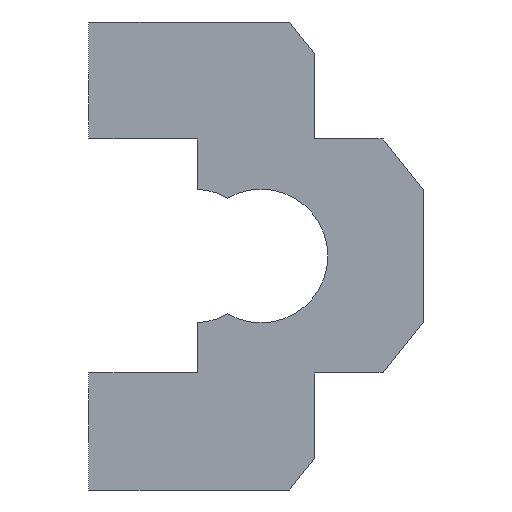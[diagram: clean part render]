
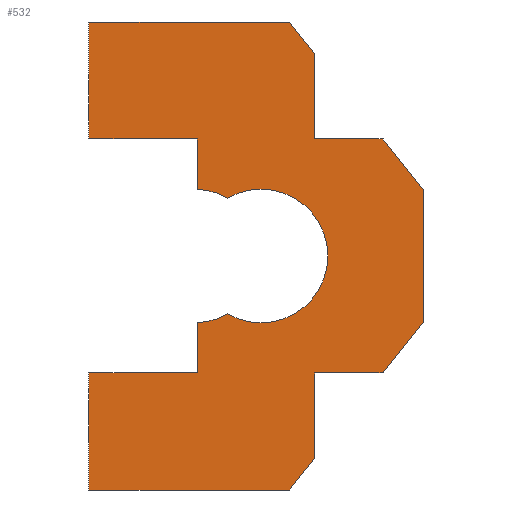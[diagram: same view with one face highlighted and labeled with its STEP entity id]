
A CAD part, left-side view. The second image highlights one B-rep face of the part: STEP entity #532.
In plain terms, the highlighted planar face has unit normal (-1, 0, 0).
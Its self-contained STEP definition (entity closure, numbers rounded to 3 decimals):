
#39=CIRCLE('',#574,4.);
#40=CIRCLE('',#576,4.);
#41=CIRCLE('',#578,4.);
#69=FACE_OUTER_BOUND('',#103,.T.);
#103=EDGE_LOOP('',(#464,#465,#466,#467,#468,#469,#470,#471,#472,#473,#474,
#475,#476,#477,#478,#479,#480,#481,#482,#483));
#105=LINE('',#739,#163);
#110=LINE('',#750,#168);
#114=LINE('',#759,#172);
#116=LINE('',#766,#174);
#118=LINE('',#770,#176);
#134=LINE('',#806,#192);
#139=LINE('',#832,#197);
#142=LINE('',#837,#200);
#147=LINE('',#853,#205);
#149=LINE('',#857,#207);
#151=LINE('',#861,#209);
#153=LINE('',#865,#211);
#155=LINE('',#868,#213);
#156=LINE('',#870,#214);
#158=LINE('',#874,#216);
#159=LINE('',#877,#217);
#161=LINE('',#880,#219);
#163=VECTOR('',#594,10.);
#168=VECTOR('',#603,10.);
#172=VECTOR('',#609,10.);
#174=VECTOR('',#615,10.);
#176=VECTOR('',#619,10.);
#192=VECTOR('',#645,10.);
#197=VECTOR('',#676,10.);
#200=VECTOR('',#681,10.);
#205=VECTOR('',#700,10.);
#207=VECTOR('',#704,10.);
#209=VECTOR('',#708,10.);
#211=VECTOR('',#712,10.);
#213=VECTOR('',#716,10.);
#214=VECTOR('',#719,10.);
#216=VECTOR('',#723,10.);
#217=VECTOR('',#726,10.);
#219=VECTOR('',#730,10.);
#220=VERTEX_POINT('',#735);
#222=VERTEX_POINT('',#738);
#226=VERTEX_POINT('',#747);
#228=VERTEX_POINT('',#753);
#230=VERTEX_POINT('',#757);
#232=VERTEX_POINT('',#763);
#234=VERTEX_POINT('',#769);
#249=VERTEX_POINT('',#804);
#256=VERTEX_POINT('',#830);
#257=VERTEX_POINT('',#831);
#258=VERTEX_POINT('',#836);
#259=VERTEX_POINT('',#840);
#260=VERTEX_POINT('',#844);
#261=VERTEX_POINT('',#848);
#262=VERTEX_POINT('',#852);
#263=VERTEX_POINT('',#856);
#264=VERTEX_POINT('',#860);
#265=VERTEX_POINT('',#864);
#266=VERTEX_POINT('',#872);
#267=VERTEX_POINT('',#876);
#269=EDGE_CURVE('',#222,#220,#105,.T.);
#275=EDGE_CURVE('',#226,#222,#110,.T.);
#279=EDGE_CURVE('',#228,#230,#114,.T.);
#282=EDGE_CURVE('',#230,#232,#116,.T.);
#284=EDGE_CURVE('',#234,#226,#118,.T.);
#303=EDGE_CURVE('',#232,#249,#134,.T.);
#314=EDGE_CURVE('',#256,#257,#139,.T.);
#317=EDGE_CURVE('',#257,#258,#142,.T.);
#319=EDGE_CURVE('',#258,#259,#39,.T.);
#321=EDGE_CURVE('',#259,#260,#40,.T.);
#323=EDGE_CURVE('',#260,#261,#41,.T.);
#325=EDGE_CURVE('',#261,#262,#147,.T.);
#327=EDGE_CURVE('',#262,#263,#149,.T.);
#329=EDGE_CURVE('',#263,#264,#151,.T.);
#331=EDGE_CURVE('',#264,#265,#153,.T.);
#333=EDGE_CURVE('',#265,#228,#155,.T.);
#334=EDGE_CURVE('',#249,#234,#156,.T.);
#336=EDGE_CURVE('',#220,#266,#158,.T.);
#337=EDGE_CURVE('',#266,#267,#159,.T.);
#339=EDGE_CURVE('',#256,#267,#161,.T.);
#464=ORIENTED_EDGE('',*,*,#269,.T.);
#465=ORIENTED_EDGE('',*,*,#336,.T.);
#466=ORIENTED_EDGE('',*,*,#337,.T.);
#467=ORIENTED_EDGE('',*,*,#339,.F.);
#468=ORIENTED_EDGE('',*,*,#314,.T.);
#469=ORIENTED_EDGE('',*,*,#317,.T.);
#470=ORIENTED_EDGE('',*,*,#319,.T.);
#471=ORIENTED_EDGE('',*,*,#321,.T.);
#472=ORIENTED_EDGE('',*,*,#323,.T.);
#473=ORIENTED_EDGE('',*,*,#325,.T.);
#474=ORIENTED_EDGE('',*,*,#327,.T.);
#475=ORIENTED_EDGE('',*,*,#329,.T.);
#476=ORIENTED_EDGE('',*,*,#331,.T.);
#477=ORIENTED_EDGE('',*,*,#333,.T.);
#478=ORIENTED_EDGE('',*,*,#279,.T.);
#479=ORIENTED_EDGE('',*,*,#282,.T.);
#480=ORIENTED_EDGE('',*,*,#303,.T.);
#481=ORIENTED_EDGE('',*,*,#334,.T.);
#482=ORIENTED_EDGE('',*,*,#284,.T.);
#483=ORIENTED_EDGE('',*,*,#275,.T.);
#504=PLANE('',#588);
#532=ADVANCED_FACE('',(#69),#504,.F.);
#574=AXIS2_PLACEMENT_3D('',#841,#685,#686);
#576=AXIS2_PLACEMENT_3D('',#845,#690,#691);
#578=AXIS2_PLACEMENT_3D('',#849,#695,#696);
#588=AXIS2_PLACEMENT_3D('',#881,#731,#732);
#594=DIRECTION('',(0.,0.,1.));
#603=DIRECTION('',(0.,1.,0.));
#609=DIRECTION('',(0.,0.,1.));
#615=DIRECTION('',(0.,-1.,0.));
#619=DIRECTION('',(0.,0.625,0.781));
#645=DIRECTION('',(0.,-0.625,0.781));
#676=DIRECTION('',(0.,-1.,0.));
#681=DIRECTION('',(0.,0.,-1.));
#685=DIRECTION('center_axis',(1.,0.,0.));
#686=DIRECTION('ref_axis',(0.,-0.05,0.999));
#690=DIRECTION('center_axis',(1.,0.,0.));
#691=DIRECTION('ref_axis',(0.,0.5,0.866));
#695=DIRECTION('center_axis',(1.,0.,0.));
#696=DIRECTION('ref_axis',(0.,-0.5,-0.866));
#700=DIRECTION('',(0.,0.,-1.));
#704=DIRECTION('',(0.,1.,0.));
#708=DIRECTION('',(0.,0.,-1.));
#712=DIRECTION('',(0.,-1.,0.));
#716=DIRECTION('',(0.,-0.625,0.781));
#719=DIRECTION('',(0.,0.,1.));
#723=DIRECTION('',(0.,0.625,0.781));
#726=DIRECTION('',(0.,1.,0.));
#730=DIRECTION('',(0.,0.,1.));
#731=DIRECTION('center_axis',(1.,0.,0.));
#732=DIRECTION('ref_axis',(0.,0.,-1.));
#735=CARTESIAN_POINT('',(0.,-3.2,12.125));
#738=CARTESIAN_POINT('',(0.,-3.2,7.));
#739=CARTESIAN_POINT('',(0.,-3.2,0.));
#747=CARTESIAN_POINT('',(0.,-7.3,7.));
#750=CARTESIAN_POINT('',(0.,-1.45,7.));
#753=CARTESIAN_POINT('',(0.,-3.2,-12.125));
#757=CARTESIAN_POINT('',(0.,-3.2,-7.));
#759=CARTESIAN_POINT('',(0.,-3.2,0.));
#763=CARTESIAN_POINT('',(0.,-7.3,-7.));
#766=CARTESIAN_POINT('',(0.,-1.45,-7.));
#769=CARTESIAN_POINT('',(0.,-9.7,4.));
#770=CARTESIAN_POINT('',(0.,-9.7,4.));
#804=CARTESIAN_POINT('',(0.,-9.7,-4.));
#806=CARTESIAN_POINT('',(0.,-1.7,-14.));
#830=CARTESIAN_POINT('',(0.,10.3,7.));
#831=CARTESIAN_POINT('',(0.,3.8,7.));
#832=CARTESIAN_POINT('',(0.,10.3,7.));
#836=CARTESIAN_POINT('',(0.,3.8,3.995));
#837=CARTESIAN_POINT('',(0.,3.8,7.));
#840=CARTESIAN_POINT('',(0.,2.,3.464));
#841=CARTESIAN_POINT('Origin',(0.,4.,0.));
#844=CARTESIAN_POINT('',(0.,2.,-3.464));
#845=CARTESIAN_POINT('Origin',(0.,0.,0.));
#848=CARTESIAN_POINT('',(0.,3.8,-3.995));
#849=CARTESIAN_POINT('Origin',(0.,4.,0.));
#852=CARTESIAN_POINT('',(0.,3.8,-7.));
#853=CARTESIAN_POINT('',(0.,3.8,-3.995));
#856=CARTESIAN_POINT('',(0.,10.3,-7.));
#857=CARTESIAN_POINT('',(0.,3.8,-7.));
#860=CARTESIAN_POINT('',(0.,10.3,-14.));
#861=CARTESIAN_POINT('',(0.,10.3,-7.));
#864=CARTESIAN_POINT('',(0.,-1.7,-14.));
#865=CARTESIAN_POINT('',(0.,10.3,-14.));
#868=CARTESIAN_POINT('',(0.,-1.7,-14.));
#870=CARTESIAN_POINT('',(0.,-9.7,-4.));
#872=CARTESIAN_POINT('',(0.,-1.7,14.));
#874=CARTESIAN_POINT('',(0.,-9.7,4.));
#876=CARTESIAN_POINT('',(0.,10.3,14.));
#877=CARTESIAN_POINT('',(0.,-1.7,14.));
#880=CARTESIAN_POINT('',(0.,10.3,7.));
#881=CARTESIAN_POINT('Origin',(0.,0.3,0.));
